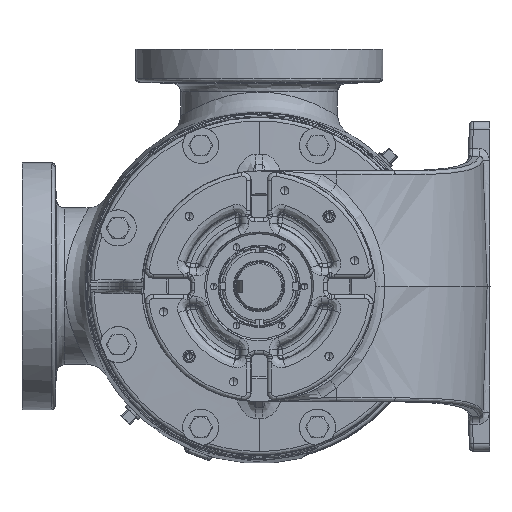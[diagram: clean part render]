
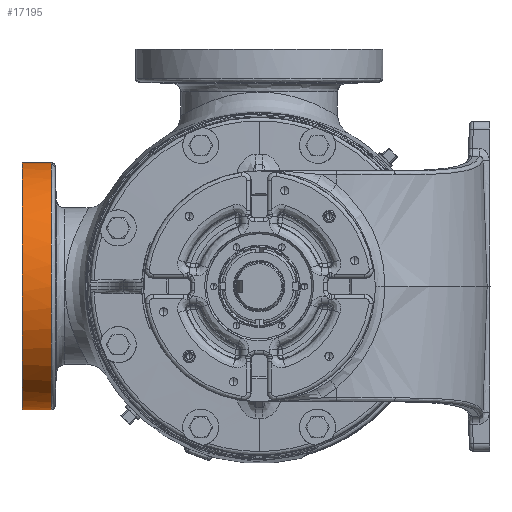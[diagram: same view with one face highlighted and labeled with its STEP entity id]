
A CAD part, left-side view. The second image highlights one B-rep face of the part: STEP entity #17195.
In plain terms, the highlighted cylindrical face has radius 95.25 mm (diameter 190.5 mm), a partial arc.
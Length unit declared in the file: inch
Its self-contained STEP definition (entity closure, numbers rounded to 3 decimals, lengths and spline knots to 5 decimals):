
#17195 = ADVANCED_FACE ( 'NONE', ( #234593 ), #264798, .T. ) ;
#19101 = CARTESIAN_POINT ( 'NONE',  ( 2.0369, 7.19, 2.8252 ) ) ;
#20005 = CARTESIAN_POINT ( 'NONE',  ( 1.14438, 7.19, -1.66182 ) ) ;
#20333 = DIRECTION ( 'NONE',  ( 0., 1., 0. ) ) ;
#28503 = EDGE_CURVE ( 'NONE', #95456, #239210, #29233, .T. ) ;
#29163 = ORIENTED_EDGE ( 'NONE', *, *, #205917, .F. ) ;
#29233 = B_SPLINE_CURVE_WITH_KNOTS ( 'NONE', 3,
 ( #82824, #211488, #232968, #104412, #254512, #125935, #276048, #147538, #19101, #169119, #40633, #190822, #62194, #212407, #83756, #233910, #105332, #255424, #126856, #276978, #148468, #20005, #170088, #41541, #191726, #63126, #213315, #84659, #234835, #106261, #256353, #127788, #277876, #149389 ),
 .UNSPECIFIED., .F., .F.,
 ( 4, 2, 2, 2, 2, 2, 2, 2, 2, 2, 2, 2, 2, 2, 2, 2, 4 ),
 ( 0., 0.0625, 0.125, 0.1875, 0.25, 0.3125, 0.375, 0.4375, 0.5, 0.5625, 0.625, 0.6875, 0.75, 0.8125, 0.875, 0.9375, 1. ),
 .UNSPECIFIED. ) ;
#32445 = LINE ( 'NONE', #104751, #254019 ) ;
#40168 = CARTESIAN_POINT ( 'NONE',  ( 4.515, 7.19, -3.75 ) ) ;
#40633 = CARTESIAN_POINT ( 'NONE',  ( 1.53335, 7.19, 2.28746 ) ) ;
#40656 = CARTESIAN_POINT ( 'NONE',  ( 4.515, 6.30588, 0. ) ) ;
#41541 = CARTESIAN_POINT ( 'NONE',  ( 1.53335, 7.19, -2.28746 ) ) ;
#58186 = EDGE_CURVE ( 'NONE', #254744, #95456, #32445, .T. ) ;
#60676 = VECTOR ( 'NONE', #97971, 39.37008 ) ;
#61693 = ORIENTED_EDGE ( 'NONE', *, *, #58186, .T. ) ;
#62194 = CARTESIAN_POINT ( 'NONE',  ( 1.14438, 7.19, 1.66182 ) ) ;
#62223 = DIRECTION ( 'NONE',  ( 0., 0., -1. ) ) ;
#63126 = CARTESIAN_POINT ( 'NONE',  ( 2.0369, 7.19, -2.8252 ) ) ;
#68250 = CARTESIAN_POINT ( 'NONE',  ( 4.515, 6.30588, -3.75 ) ) ;
#69307 = AXIS2_PLACEMENT_3D ( 'NONE', #40656, #190847, #62223 ) ;
#74024 = AXIS2_PLACEMENT_3D ( 'NONE', #185927, #100480, #208487 ) ;
#82824 = CARTESIAN_POINT ( 'NONE',  ( 4.515, 7.19, 3.75 ) ) ;
#83756 = CARTESIAN_POINT ( 'NONE',  ( 0.88494, 7.19, 0.97231 ) ) ;
#84659 = CARTESIAN_POINT ( 'NONE',  ( 2.63568, 7.19, -3.25437 ) ) ;
#95456 = VERTEX_POINT ( 'NONE', #203531 ) ;
#97971 = DIRECTION ( 'NONE',  ( 0., 1., 0. ) ) ;
#100480 = DIRECTION ( 'NONE',  ( 0., 1., 0. ) ) ;
#104412 = CARTESIAN_POINT ( 'NONE',  ( 3.54269, 7.19, 3.63006 ) ) ;
#104751 = CARTESIAN_POINT ( 'NONE',  ( 4.515, 7.44095, 3.75 ) ) ;
#105332 = CARTESIAN_POINT ( 'NONE',  ( 0.765, 7.19, 0.24544 ) ) ;
#106261 = CARTESIAN_POINT ( 'NONE',  ( 3.30669, 7.19, -3.55847 ) ) ;
#125935 = CARTESIAN_POINT ( 'NONE',  ( 2.85318, 7.19, 3.37062 ) ) ;
#126856 = CARTESIAN_POINT ( 'NONE',  ( 0.78917, 7.19, -0.49087 ) ) ;
#127788 = CARTESIAN_POINT ( 'NONE',  ( 4.02413, 7.19, -3.72583 ) ) ;
#147538 = CARTESIAN_POINT ( 'NONE',  ( 2.22754, 7.19, 2.98165 ) ) ;
#148468 = CARTESIAN_POINT ( 'NONE',  ( 0.95653, 7.19, -1.20831 ) ) ;
#148741 = CARTESIAN_POINT ( 'NONE',  ( 4.515, 6.30588, 3.75 ) ) ;
#149389 = CARTESIAN_POINT ( 'NONE',  ( 4.515, 7.19, -3.75 ) ) ;
#161318 = VERTEX_POINT ( 'NONE', #68250 ) ;
#164717 = EDGE_LOOP ( 'NONE', ( #29163, #197029, #61693, #177603 ) ) ;
#169119 = CARTESIAN_POINT ( 'NONE',  ( 1.6898, 7.19, 2.4781 ) ) ;
#170088 = CARTESIAN_POINT ( 'NONE',  ( 1.26063, 7.19, -1.87932 ) ) ;
#177603 = ORIENTED_EDGE ( 'NONE', *, *, #28503, .T. ) ;
#185927 = CARTESIAN_POINT ( 'NONE',  ( 4.515, 7.44095, 0. ) ) ;
#190822 = CARTESIAN_POINT ( 'NONE',  ( 1.26063, 7.19, 1.87932 ) ) ;
#190847 = DIRECTION ( 'NONE',  ( 0., -1., 0. ) ) ;
#191726 = CARTESIAN_POINT ( 'NONE',  ( 1.6898, 7.19, -2.4781 ) ) ;
#197029 = ORIENTED_EDGE ( 'NONE', *, *, #203801, .F. ) ;
#203531 = CARTESIAN_POINT ( 'NONE',  ( 4.515, 7.19, 3.75 ) ) ;
#203801 = EDGE_CURVE ( 'NONE', #254744, #161318, #266610, .T. ) ;
#205917 = EDGE_CURVE ( 'NONE', #161318, #239210, #225197, .T. ) ;
#208487 = DIRECTION ( 'NONE',  ( 0., 0., 1. ) ) ;
#211488 = CARTESIAN_POINT ( 'NONE',  ( 4.26956, 7.19, 3.75 ) ) ;
#212407 = CARTESIAN_POINT ( 'NONE',  ( 0.95653, 7.19, 1.20831 ) ) ;
#213315 = CARTESIAN_POINT ( 'NONE',  ( 2.22754, 7.19, -2.98165 ) ) ;
#225197 = LINE ( 'NONE', #226533, #60676 ) ;
#226533 = CARTESIAN_POINT ( 'NONE',  ( 4.515, 7.44095, -3.75 ) ) ;
#232968 = CARTESIAN_POINT ( 'NONE',  ( 4.02413, 7.19, 3.72583 ) ) ;
#233910 = CARTESIAN_POINT ( 'NONE',  ( 0.78917, 7.19, 0.49087 ) ) ;
#234593 = FACE_OUTER_BOUND ( 'NONE', #164717, .T. ) ;
#234835 = CARTESIAN_POINT ( 'NONE',  ( 2.85318, 7.19, -3.37062 ) ) ;
#239210 = VERTEX_POINT ( 'NONE', #40168 ) ;
#254019 = VECTOR ( 'NONE', #20333, 39.37008 ) ;
#254512 = CARTESIAN_POINT ( 'NONE',  ( 3.30669, 7.19, 3.55847 ) ) ;
#254744 = VERTEX_POINT ( 'NONE', #148741 ) ;
#255424 = CARTESIAN_POINT ( 'NONE',  ( 0.765, 7.19, -0.24544 ) ) ;
#256353 = CARTESIAN_POINT ( 'NONE',  ( 3.54269, 7.19, -3.63006 ) ) ;
#264798 = CYLINDRICAL_SURFACE ( 'NONE', #74024, 3.75 ) ;
#266610 = CIRCLE ( 'NONE', #69307, 3.75 ) ;
#276048 = CARTESIAN_POINT ( 'NONE',  ( 2.63568, 7.19, 3.25437 ) ) ;
#276978 = CARTESIAN_POINT ( 'NONE',  ( 0.88494, 7.19, -0.97231 ) ) ;
#277876 = CARTESIAN_POINT ( 'NONE',  ( 4.26956, 7.19, -3.75 ) ) ;
